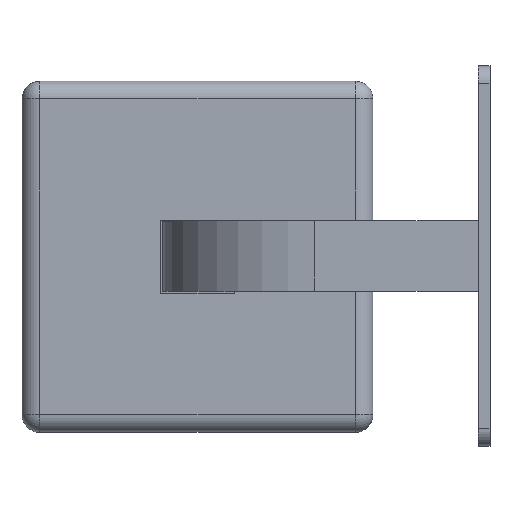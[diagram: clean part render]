
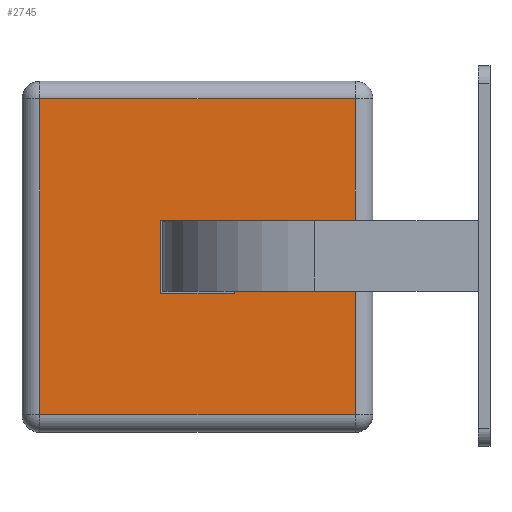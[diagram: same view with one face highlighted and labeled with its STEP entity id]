
A CAD part, top view. The second image highlights one B-rep face of the part: STEP entity #2745.
In plain terms, the highlighted planar face has unit normal (0, 0, 1).
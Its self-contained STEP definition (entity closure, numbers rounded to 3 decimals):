
#2237=DIRECTION('',(0.,1.,0.));
#2238=VECTOR('',#2237,12.5);
#2239=CARTESIAN_POINT('',(-6.25,-6.25,12.5));
#2240=LINE('',#2239,#2238);
#2241=DIRECTION('',(-1.,0.,0.));
#2242=VECTOR('',#2241,12.5);
#2243=CARTESIAN_POINT('',(6.25,-6.25,12.5));
#2244=LINE('',#2243,#2242);
#2245=DIRECTION('',(0.,-1.,0.));
#2246=VECTOR('',#2245,12.5);
#2247=CARTESIAN_POINT('',(6.25,6.25,12.5));
#2248=LINE('',#2247,#2246);
#2249=DIRECTION('',(1.,0.,0.));
#2250=VECTOR('',#2249,12.5);
#2251=CARTESIAN_POINT('',(-6.25,6.25,12.5));
#2252=LINE('',#2251,#2250);
#2253=DIRECTION('',(0.,1.,0.));
#2254=VECTOR('',#2253,54.);
#2255=CARTESIAN_POINT('',(27.,-27.,12.5));
#2256=LINE('',#2255,#2254);
#2257=DIRECTION('',(1.,0.,0.));
#2258=VECTOR('',#2257,54.);
#2259=CARTESIAN_POINT('',(-27.,-27.,12.5));
#2260=LINE('',#2259,#2258);
#2261=DIRECTION('',(0.,-1.,0.));
#2262=VECTOR('',#2261,54.);
#2263=CARTESIAN_POINT('',(-27.,27.,12.5));
#2264=LINE('',#2263,#2262);
#2265=DIRECTION('',(-1.,0.,0.));
#2266=VECTOR('',#2265,54.);
#2267=CARTESIAN_POINT('',(27.,27.,12.5));
#2268=LINE('',#2267,#2266);
#2569=CARTESIAN_POINT('',(-6.25,-6.25,12.5));
#2570=CARTESIAN_POINT('',(-6.25,6.25,12.5));
#2571=VERTEX_POINT('',#2569);
#2572=VERTEX_POINT('',#2570);
#2573=CARTESIAN_POINT('',(6.25,6.25,12.5));
#2574=VERTEX_POINT('',#2573);
#2575=CARTESIAN_POINT('',(6.25,-6.25,12.5));
#2576=VERTEX_POINT('',#2575);
#2643=CARTESIAN_POINT('',(27.,-27.,12.5));
#2644=CARTESIAN_POINT('',(27.,27.,12.5));
#2645=VERTEX_POINT('',#2643);
#2646=VERTEX_POINT('',#2644);
#2655=CARTESIAN_POINT('',(-27.,27.,12.5));
#2656=VERTEX_POINT('',#2655);
#2663=CARTESIAN_POINT('',(-27.,-27.,12.5));
#2664=VERTEX_POINT('',#2663);
#2721=CARTESIAN_POINT('',(0.,0.,12.5));
#2722=DIRECTION('',(0.,0.,1.));
#2723=DIRECTION('',(0.,1.,0.));
#2724=AXIS2_PLACEMENT_3D('',#2721,#2722,#2723);
#2725=PLANE('',#2724);
#2727=ORIENTED_EDGE('',*,*,#2726,.F.);
#2729=ORIENTED_EDGE('',*,*,#2728,.F.);
#2731=ORIENTED_EDGE('',*,*,#2730,.F.);
#2733=ORIENTED_EDGE('',*,*,#2732,.F.);
#2734=EDGE_LOOP('',(#2727,#2729,#2731,#2733));
#2735=FACE_OUTER_BOUND('',#2734,.F.);
#2736=ORIENTED_EDGE('',*,*,#2711,.F.);
#2738=ORIENTED_EDGE('',*,*,#2737,.F.);
#2740=ORIENTED_EDGE('',*,*,#2739,.F.);
#2742=ORIENTED_EDGE('',*,*,#2741,.F.);
#2743=EDGE_LOOP('',(#2736,#2738,#2740,#2742));
#2744=FACE_BOUND('',#2743,.F.);
#2711=EDGE_CURVE('',#2571,#2572,#2240,.T.);
#2726=EDGE_CURVE('',#2645,#2646,#2256,.T.);
#2728=EDGE_CURVE('',#2664,#2645,#2260,.T.);
#2730=EDGE_CURVE('',#2656,#2664,#2264,.T.);
#2732=EDGE_CURVE('',#2646,#2656,#2268,.T.);
#2737=EDGE_CURVE('',#2576,#2571,#2244,.T.);
#2739=EDGE_CURVE('',#2574,#2576,#2248,.T.);
#2741=EDGE_CURVE('',#2572,#2574,#2252,.T.);
#2745=ADVANCED_FACE('',(#2735,#2744),#2725,.T.);
